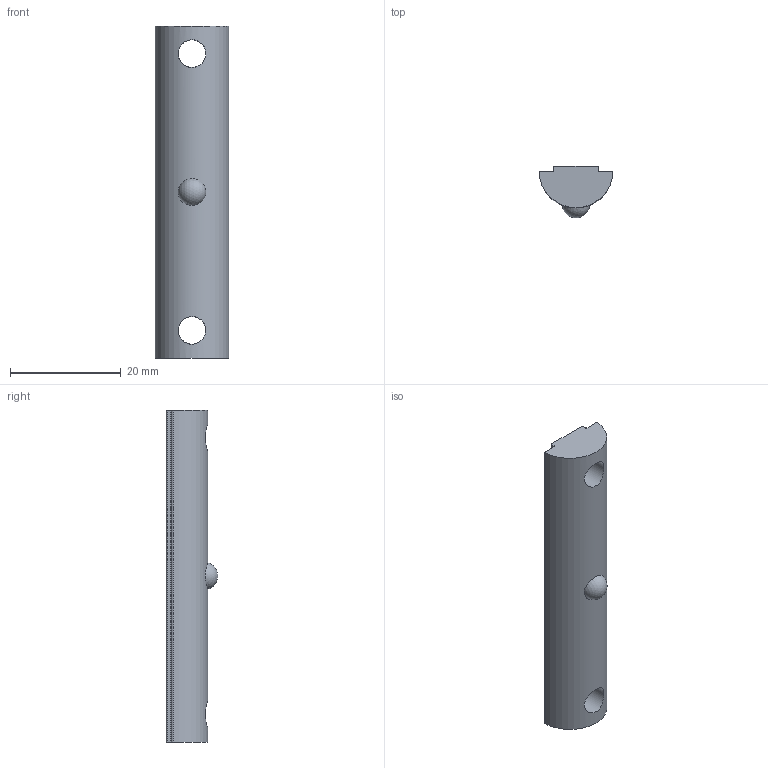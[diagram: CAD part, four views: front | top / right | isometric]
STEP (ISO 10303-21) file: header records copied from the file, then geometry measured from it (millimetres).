
FILE_DESCRIPTION(/* description */ ('GIUNTO LINEARE M6'),/* implementation_level */ '2;1');
FILE_NAME(/* name */ 'CGIPR0000104.stp',/* time_stamp */ '2022-11-21T12:11:17+01:00',/* author */ ('tecnico7'),/* organization */ (''),/* preprocessor_version */ 'ST-DEVELOPER v18.1',/* originating_system */ 'Autodesk Inventor 2022',/* authorisation */ '');
FILE_SCHEMA (('AUTOMOTIVE_DESIGN { 1 0 10303 214 3 1 1 }'));
Length unit declared in the file: millimetre
Products named in the file (1): CGIPR0000104
Bounding box: 13.28 x 9.29 x 60 mm (x, y, z)
Volume: 4259.5 mm3; surface area: 2434.2 mm2
Topology: 1 solids, 1 shells, 17 faces, 43 edges, 29 vertices
Faces by surface type: cylinder 9, plane 7, sphere 1
Full cylindrical faces by diameter (mm): 5 x2
Entity records: 673 total; most frequent: CARTESIAN_POINT 197, DIRECTION 92, ORIENTED_EDGE 86, EDGE_CURVE 43, AXIS2_PLACEMENT_3D 34, VERTEX_POINT 29, LINE 24, VECTOR 24
